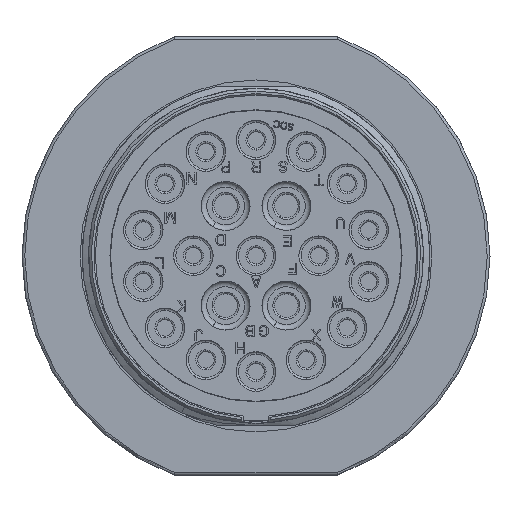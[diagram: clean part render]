
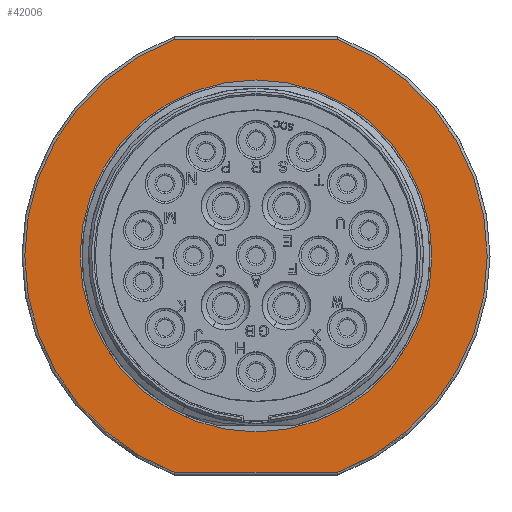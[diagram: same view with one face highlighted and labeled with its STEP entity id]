
A CAD part, top view. The second image highlights one B-rep face of the part: STEP entity #42006.
In plain terms, the highlighted planar face has unit normal (0, 0, 1).
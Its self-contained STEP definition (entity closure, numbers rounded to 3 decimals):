
#10927=CARTESIAN_POINT('',(0.,0.,15.4));
#10928=DIRECTION('',(0.,0.,-1.));
#10929=DIRECTION('',(-0.351,-0.936,0.));
#10930=AXIS2_PLACEMENT_3D('',#10927,#10928,#10929);
#10932=CARTESIAN_POINT('',(0.,0.,15.4));
#10933=DIRECTION('',(0.,0.,-1.));
#10934=DIRECTION('',(-1.,0.001,0.));
#10935=AXIS2_PLACEMENT_3D('',#10932,#10933,#10934);
#10937=CARTESIAN_POINT('',(0.,0.,15.4));
#10938=DIRECTION('',(0.,0.,-1.));
#10939=DIRECTION('',(0.351,0.936,0.));
#10940=AXIS2_PLACEMENT_3D('',#10937,#10938,#10939);
#10942=CARTESIAN_POINT('',(0.,0.,15.4));
#10943=DIRECTION('',(0.,0.,-1.));
#10944=DIRECTION('',(1.,-0.001,0.));
#10945=AXIS2_PLACEMENT_3D('',#10942,#10943,#10944);
#10947=CARTESIAN_POINT('',(0.,0.,15.4));
#10948=DIRECTION('',(0.,0.,1.));
#10949=DIRECTION('',(1.,0.,0.));
#10950=AXIS2_PLACEMENT_3D('',#10947,#10948,#10949);
#10952=CARTESIAN_POINT('',(0.,0.,15.4));
#10953=DIRECTION('',(0.,0.,1.));
#10954=DIRECTION('',(-1.,0.,0.));
#10955=AXIS2_PLACEMENT_3D('',#10952,#10953,#10954);
#10987=DIRECTION('',(1.,0.,0.));
#10988=VECTOR('',#10987,17.636);
#10989=CARTESIAN_POINT('',(-8.818,-23.5,15.4));
#10990=LINE('',#10989,#10988);
#11025=DIRECTION('',(-1.,0.,0.));
#11026=VECTOR('',#11025,17.636);
#11027=CARTESIAN_POINT('',(8.818,23.5,15.4));
#11028=LINE('',#11027,#11026);
#24224=CARTESIAN_POINT('',(-25.1,0.023,15.4));
#24225=CARTESIAN_POINT('',(-8.818,23.5,15.4));
#24226=VERTEX_POINT('',#24224);
#24227=VERTEX_POINT('',#24225);
#24228=CARTESIAN_POINT('',(-8.818,-23.5,15.4));
#24229=VERTEX_POINT('',#24228);
#24230=CARTESIAN_POINT('',(8.818,23.5,15.4));
#24231=VERTEX_POINT('',#24230);
#24232=CARTESIAN_POINT('',(25.1,-0.023,15.4));
#24233=CARTESIAN_POINT('',(8.818,-23.5,15.4));
#24234=VERTEX_POINT('',#24232);
#24235=VERTEX_POINT('',#24233);
#26775=CARTESIAN_POINT('',(19.1,0.,15.4));
#26776=CARTESIAN_POINT('',(-19.1,0.,15.4));
#26777=VERTEX_POINT('',#26775);
#26778=VERTEX_POINT('',#26776);
#41982=CARTESIAN_POINT('',(0.,0.,15.4));
#41983=DIRECTION('',(0.,0.,-1.));
#41984=DIRECTION('',(0.,-1.,0.));
#41985=AXIS2_PLACEMENT_3D('',#41982,#41983,#41984);
#41986=PLANE('',#41985);
#41988=ORIENTED_EDGE('',*,*,#41987,.T.);
#41990=ORIENTED_EDGE('',*,*,#41989,.T.);
#41992=ORIENTED_EDGE('',*,*,#41991,.F.);
#41994=ORIENTED_EDGE('',*,*,#41993,.T.);
#41996=ORIENTED_EDGE('',*,*,#41995,.T.);
#41998=ORIENTED_EDGE('',*,*,#41997,.F.);
#41999=EDGE_LOOP('',(#41988,#41990,#41992,#41994,#41996,#41998));
#42000=FACE_OUTER_BOUND('',#41999,.F.);
#42001=ORIENTED_EDGE('',*,*,#41972,.T.);
#42003=ORIENTED_EDGE('',*,*,#42002,.T.);
#42004=EDGE_LOOP('',(#42001,#42003));
#42005=FACE_BOUND('',#42004,.F.);
#42006=ADVANCED_FACE('',(#42000,#42005),#41986,.F.);
#10931=CIRCLE('',#10930,25.1);
#10936=CIRCLE('',#10935,25.1);
#10941=CIRCLE('',#10940,25.1);
#10946=CIRCLE('',#10945,25.1);
#10951=CIRCLE('',#10950,19.1);
#10956=CIRCLE('',#10955,19.1);
#41972=EDGE_CURVE('',#26777,#26778,#10951,.T.);
#41987=EDGE_CURVE('',#24229,#24226,#10931,.T.);
#41989=EDGE_CURVE('',#24226,#24227,#10936,.T.);
#41991=EDGE_CURVE('',#24231,#24227,#11028,.T.);
#41993=EDGE_CURVE('',#24231,#24234,#10941,.T.);
#41995=EDGE_CURVE('',#24234,#24235,#10946,.T.);
#41997=EDGE_CURVE('',#24229,#24235,#10990,.T.);
#42002=EDGE_CURVE('',#26778,#26777,#10956,.T.);
